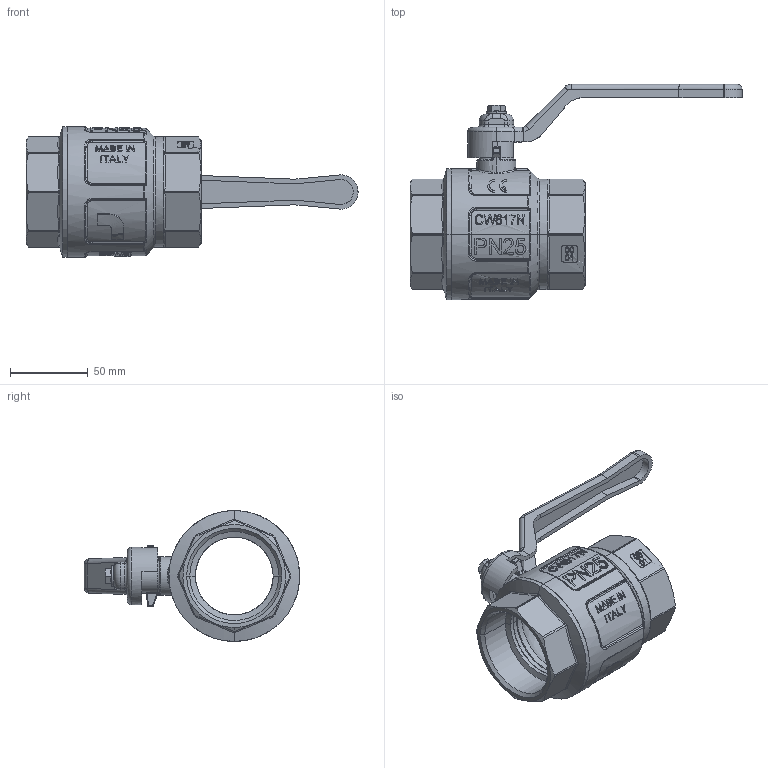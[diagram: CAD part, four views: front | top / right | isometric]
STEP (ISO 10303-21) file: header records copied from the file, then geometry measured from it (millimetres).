
FILE_DESCRIPTION (( 'STEP AP214' ), '1' );
FILE_NAME ('IT-IDEAL09009_R.STEP', '2018-09-21T10:08:46', ( '' ), ( '' ), 'SwSTEP 2.0', 'SolidWorks 2018', '' );
FILE_SCHEMA (( 'AUTOMOTIVE_DESIGN' ));
Length unit declared in the file: millimetre
Products named in the file (1): IT-IDEAL09009_R
Bounding box: 213.29 x 138.3 x 84 mm (x, y, z)
Surface area: 73693.1 mm2 (no closed solid volume)
Topology: 0 solids, 10 shells, 998 faces, 2544 edges, 1578 vertices
Faces by surface type: plane 348, bspline 288, cylinder 213, torus 74, cone 43, sphere 32
Entity records: 54586 total; most frequent: CARTESIAN_POINT 36975, ORIENTED_EDGE 4910, EDGE_CURVE 2510, B_SPLINE_CURVE_WITH_KNOTS 2410, VERTEX_POINT 1578, DIRECTION 1426, EDGE_LOOP 1074, ADVANCED_FACE 996
